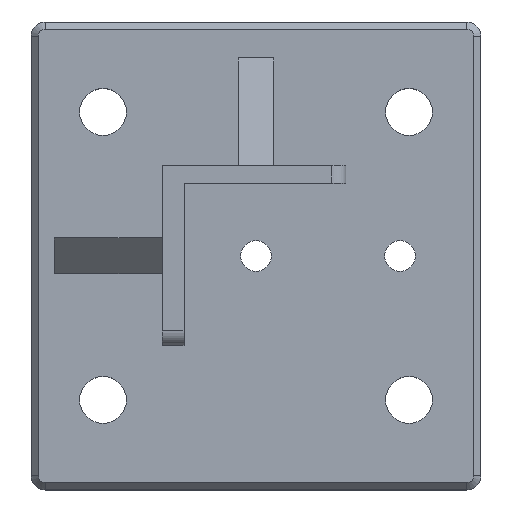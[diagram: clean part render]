
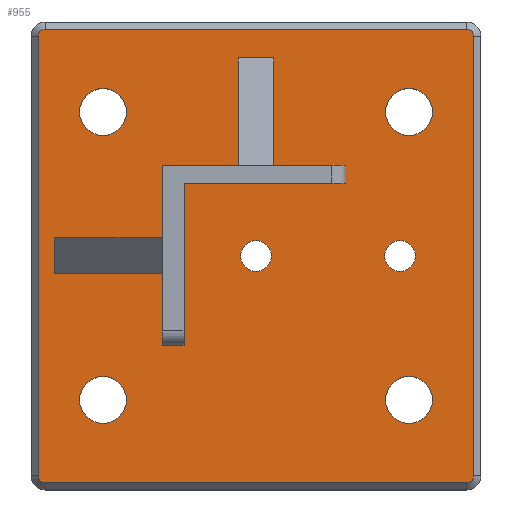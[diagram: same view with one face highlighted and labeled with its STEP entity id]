
A CAD part, top view. The second image highlights one B-rep face of the part: STEP entity #955.
In plain terms, the highlighted planar face has unit normal (0, 0, 1).
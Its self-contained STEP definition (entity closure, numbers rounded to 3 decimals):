
#18=FACE_BOUND($,#197,.T.);
#19=FACE_BOUND($,#198,.T.);
#20=FACE_BOUND($,#199,.T.);
#21=FACE_BOUND($,#200,.T.);
#22=FACE_BOUND($,#201,.T.);
#23=FACE_BOUND($,#202,.T.);
#24=FACE_BOUND($,#203,.T.);
#77=CIRCLE($,#1018,2.);
#78=CIRCLE($,#1021,2.);
#80=CIRCLE($,#1025,2.);
#82=CIRCLE($,#1029,2.);
#83=CIRCLE($,#1034,4.25);
#84=CIRCLE($,#1035,4.25);
#85=CIRCLE($,#1036,6.5);
#86=CIRCLE($,#1037,6.5);
#87=CIRCLE($,#1038,6.5);
#88=CIRCLE($,#1039,6.5);
#137=FACE_OUTER_BOUND($,#196,.T.);
#196=EDGE_LOOP($,(#716,#717,#718,#719,#720,#721,#722,#723));
#197=EDGE_LOOP($,(#724,#725,#726,#727,#728,#729,#730,#731,#732,#733,#734,
#735,#736,#737));
#198=EDGE_LOOP($,(#738));
#199=EDGE_LOOP($,(#739));
#200=EDGE_LOOP($,(#740));
#201=EDGE_LOOP($,(#741));
#202=EDGE_LOOP($,(#742));
#203=EDGE_LOOP($,(#743));
#276=LINE($,#1436,#354);
#280=LINE($,#1445,#358);
#284=LINE($,#1455,#362);
#288=LINE($,#1467,#366);
#292=LINE($,#1480,#370);
#293=LINE($,#1482,#371);
#294=LINE($,#1484,#372);
#295=LINE($,#1486,#373);
#296=LINE($,#1488,#374);
#297=LINE($,#1490,#375);
#298=LINE($,#1492,#376);
#299=LINE($,#1494,#377);
#300=LINE($,#1496,#378);
#301=LINE($,#1498,#379);
#302=LINE($,#1500,#380);
#303=LINE($,#1502,#381);
#304=LINE($,#1504,#382);
#305=LINE($,#1505,#383);
#354=VECTOR($,#1168,122.);
#358=VECTOR($,#1178,117.);
#362=VECTOR($,#1188,122.);
#366=VECTOR($,#1200,117.);
#370=VECTOR($,#1218,30.);
#371=VECTOR($,#1219,20.);
#372=VECTOR($,#1220,21.);
#373=VECTOR($,#1221,30.);
#374=VECTOR($,#1222,10.);
#375=VECTOR($,#1223,30.);
#376=VECTOR($,#1224,20.);
#377=VECTOR($,#1225,5.);
#378=VECTOR($,#1226,45.);
#379=VECTOR($,#1227,45.);
#380=VECTOR($,#1228,6.);
#381=VECTOR($,#1229,20.);
#382=VECTOR($,#1230,30.);
#383=VECTOR($,#1231,10.);
#435=VERTEX_POINT($,#1433);
#436=VERTEX_POINT($,#1435);
#437=VERTEX_POINT($,#1439);
#438=VERTEX_POINT($,#1443);
#439=VERTEX_POINT($,#1447);
#440=VERTEX_POINT($,#1451);
#442=VERTEX_POINT($,#1457);
#444=VERTEX_POINT($,#1463);
#446=VERTEX_POINT($,#1478);
#447=VERTEX_POINT($,#1479);
#448=VERTEX_POINT($,#1481);
#449=VERTEX_POINT($,#1483);
#450=VERTEX_POINT($,#1485);
#451=VERTEX_POINT($,#1487);
#452=VERTEX_POINT($,#1489);
#453=VERTEX_POINT($,#1491);
#454=VERTEX_POINT($,#1493);
#455=VERTEX_POINT($,#1495);
#456=VERTEX_POINT($,#1497);
#457=VERTEX_POINT($,#1499);
#458=VERTEX_POINT($,#1501);
#459=VERTEX_POINT($,#1503);
#460=VERTEX_POINT($,#1506);
#461=VERTEX_POINT($,#1508);
#462=VERTEX_POINT($,#1510);
#463=VERTEX_POINT($,#1512);
#464=VERTEX_POINT($,#1514);
#465=VERTEX_POINT($,#1516);
#530=EDGE_CURVE($,#435,#436,#276,.T.);
#533=EDGE_CURVE($,#436,#437,#77,.T.);
#535=EDGE_CURVE($,#437,#438,#280,.T.);
#537=EDGE_CURVE($,#438,#439,#78,.T.);
#540=EDGE_CURVE($,#439,#440,#284,.T.);
#543=EDGE_CURVE($,#440,#442,#80,.T.);
#546=EDGE_CURVE($,#442,#444,#288,.T.);
#548=EDGE_CURVE($,#444,#435,#82,.T.);
#552=EDGE_CURVE($,#446,#447,#292,.T.);
#553=EDGE_CURVE($,#447,#448,#293,.T.);
#554=EDGE_CURVE($,#448,#449,#294,.T.);
#555=EDGE_CURVE($,#449,#450,#295,.T.);
#556=EDGE_CURVE($,#450,#451,#296,.T.);
#557=EDGE_CURVE($,#451,#452,#297,.T.);
#558=EDGE_CURVE($,#452,#453,#298,.T.);
#559=EDGE_CURVE($,#453,#454,#299,.T.);
#560=EDGE_CURVE($,#454,#455,#300,.T.);
#561=EDGE_CURVE($,#455,#456,#301,.T.);
#562=EDGE_CURVE($,#456,#457,#302,.T.);
#563=EDGE_CURVE($,#457,#458,#303,.T.);
#564=EDGE_CURVE($,#458,#459,#304,.T.);
#565=EDGE_CURVE($,#459,#446,#305,.T.);
#566=EDGE_CURVE($,#460,#460,#83,.T.);
#567=EDGE_CURVE($,#461,#461,#84,.T.);
#568=EDGE_CURVE($,#462,#462,#85,.T.);
#569=EDGE_CURVE($,#463,#463,#86,.T.);
#570=EDGE_CURVE($,#464,#464,#87,.T.);
#571=EDGE_CURVE($,#465,#465,#88,.T.);
#716=ORIENTED_EDGE($,*,*,#530,.F.);
#717=ORIENTED_EDGE($,*,*,#548,.F.);
#718=ORIENTED_EDGE($,*,*,#546,.F.);
#719=ORIENTED_EDGE($,*,*,#543,.F.);
#720=ORIENTED_EDGE($,*,*,#540,.F.);
#721=ORIENTED_EDGE($,*,*,#537,.F.);
#722=ORIENTED_EDGE($,*,*,#535,.F.);
#723=ORIENTED_EDGE($,*,*,#533,.F.);
#724=ORIENTED_EDGE($,*,*,#552,.T.);
#725=ORIENTED_EDGE($,*,*,#553,.T.);
#726=ORIENTED_EDGE($,*,*,#554,.T.);
#727=ORIENTED_EDGE($,*,*,#555,.T.);
#728=ORIENTED_EDGE($,*,*,#556,.T.);
#729=ORIENTED_EDGE($,*,*,#557,.T.);
#730=ORIENTED_EDGE($,*,*,#558,.T.);
#731=ORIENTED_EDGE($,*,*,#559,.T.);
#732=ORIENTED_EDGE($,*,*,#560,.T.);
#733=ORIENTED_EDGE($,*,*,#561,.T.);
#734=ORIENTED_EDGE($,*,*,#562,.T.);
#735=ORIENTED_EDGE($,*,*,#563,.T.);
#736=ORIENTED_EDGE($,*,*,#564,.T.);
#737=ORIENTED_EDGE($,*,*,#565,.T.);
#738=ORIENTED_EDGE($,*,*,#566,.T.);
#739=ORIENTED_EDGE($,*,*,#567,.T.);
#740=ORIENTED_EDGE($,*,*,#568,.T.);
#741=ORIENTED_EDGE($,*,*,#569,.T.);
#742=ORIENTED_EDGE($,*,*,#570,.T.);
#743=ORIENTED_EDGE($,*,*,#571,.T.);
#862=PLANE($,#1033);
#955=ADVANCED_FACE($,(#137,#18,#19,#20,#21,#22,#23,#24),#862,.T.);
#1018=AXIS2_PLACEMENT_3D($,#1441,#1173,#1174);
#1021=AXIS2_PLACEMENT_3D($,#1449,#1182,#1183);
#1025=AXIS2_PLACEMENT_3D($,#1461,#1194,#1195);
#1029=AXIS2_PLACEMENT_3D($,#1470,#1205,#1206);
#1033=AXIS2_PLACEMENT_3D($,#1477,#1216,#1217);
#1034=AXIS2_PLACEMENT_3D($,#1507,#1232,#1233);
#1035=AXIS2_PLACEMENT_3D($,#1509,#1234,#1235);
#1036=AXIS2_PLACEMENT_3D($,#1511,#1236,#1237);
#1037=AXIS2_PLACEMENT_3D($,#1513,#1238,#1239);
#1038=AXIS2_PLACEMENT_3D($,#1515,#1240,#1241);
#1039=AXIS2_PLACEMENT_3D($,#1517,#1242,#1243);
#1168=DIRECTION($,(0.,1.,0.));
#1173=DIRECTION('center_axis',(0.,0.,-1.));
#1174=DIRECTION('ref_axis',(-0.707,0.707,0.));
#1178=DIRECTION($,(1.,0.,0.));
#1182=DIRECTION('center_axis',(0.,0.,-1.));
#1183=DIRECTION('ref_axis',(0.707,0.707,0.));
#1188=DIRECTION($,(0.,-1.,0.));
#1194=DIRECTION('center_axis',(0.,0.,-1.));
#1195=DIRECTION('ref_axis',(0.707,-0.707,0.));
#1200=DIRECTION($,(-1.,0.,0.));
#1205=DIRECTION('center_axis',(0.,0.,-1.));
#1206=DIRECTION('ref_axis',(-0.707,-0.707,0.));
#1216=DIRECTION('center_axis',(0.,0.,1.));
#1217=DIRECTION('ref_axis',(1.,0.,0.));
#1218=DIRECTION($,(1.,0.,0.));
#1219=DIRECTION($,(0.,1.,0.));
#1220=DIRECTION($,(1.,0.,0.));
#1221=DIRECTION($,(0.,1.,0.));
#1222=DIRECTION($,(1.,0.,0.));
#1223=DIRECTION($,(0.,-1.,0.));
#1224=DIRECTION($,(1.,0.,0.));
#1225=DIRECTION($,(0.,-1.,0.));
#1226=DIRECTION($,(-1.,0.,0.));
#1227=DIRECTION($,(0.,-1.,0.));
#1228=DIRECTION($,(-1.,0.,0.));
#1229=DIRECTION($,(0.,1.,0.));
#1230=DIRECTION($,(-1.,0.,0.));
#1231=DIRECTION($,(0.,1.,0.));
#1232=DIRECTION('center_axis',(0.,0.,-1.));
#1233=DIRECTION('ref_axis',(1.,0.,0.));
#1234=DIRECTION('center_axis',(0.,0.,-1.));
#1235=DIRECTION('ref_axis',(1.,0.,0.));
#1236=DIRECTION('center_axis',(0.,0.,-1.));
#1237=DIRECTION('ref_axis',(1.,0.,0.));
#1238=DIRECTION('center_axis',(0.,0.,-1.));
#1239=DIRECTION('ref_axis',(1.,0.,0.));
#1240=DIRECTION('center_axis',(0.,0.,-1.));
#1241=DIRECTION('ref_axis',(1.,0.,0.));
#1242=DIRECTION('center_axis',(0.,0.,-1.));
#1243=DIRECTION('ref_axis',(1.,0.,0.));
#1433=CARTESIAN_POINT('',(2.,4.,10.));
#1435=CARTESIAN_POINT('',(2.,126.,10.));
#1436=CARTESIAN_POINT($,(2.,32.5,10.));
#1439=CARTESIAN_POINT('',(4.,128.,10.));
#1441=CARTESIAN_POINT('Origin',(4.,126.,10.));
#1443=CARTESIAN_POINT('',(121.,128.,10.));
#1445=CARTESIAN_POINT($,(31.25,128.,10.));
#1447=CARTESIAN_POINT('',(123.,126.,10.));
#1449=CARTESIAN_POINT('Origin',(121.,126.,10.));
#1451=CARTESIAN_POINT('',(123.,4.,10.));
#1455=CARTESIAN_POINT($,(123.,97.5,10.));
#1457=CARTESIAN_POINT('',(121.,2.,10.));
#1461=CARTESIAN_POINT('Origin',(121.,4.,10.));
#1463=CARTESIAN_POINT('',(4.,2.,10.));
#1467=CARTESIAN_POINT($,(93.75,2.,10.));
#1470=CARTESIAN_POINT('Origin',(4.,4.,10.));
#1477=CARTESIAN_POINT('Origin',(62.5,65.,10.));
#1478=CARTESIAN_POINT('',(6.5,70.,10.));
#1479=CARTESIAN_POINT('',(36.5,70.,10.));
#1480=CARTESIAN_POINT($,(44.5,70.,10.));
#1481=CARTESIAN_POINT('',(36.5,90.,10.));
#1482=CARTESIAN_POINT($,(36.5,52.5,10.));
#1483=CARTESIAN_POINT('',(57.5,90.,10.));
#1484=CARTESIAN_POINT($,(49.5,90.,10.));
#1485=CARTESIAN_POINT('',(57.5,120.,10.));
#1486=CARTESIAN_POINT($,(57.5,82.5,10.));
#1487=CARTESIAN_POINT('',(67.5,120.,10.));
#1488=CARTESIAN_POINT($,(65.,120.,10.));
#1489=CARTESIAN_POINT('',(67.5,90.,10.));
#1490=CARTESIAN_POINT($,(67.5,82.5,10.));
#1491=CARTESIAN_POINT('',(87.5,90.,10.));
#1492=CARTESIAN_POINT($,(49.5,90.,10.));
#1493=CARTESIAN_POINT('',(87.5,85.,10.));
#1494=CARTESIAN_POINT($,(87.5,77.5,10.));
#1495=CARTESIAN_POINT('',(42.5,85.,10.));
#1496=CARTESIAN_POINT($,(75.,85.,10.));
#1497=CARTESIAN_POINT('',(42.5,40.,10.));
#1498=CARTESIAN_POINT($,(42.5,75.,10.));
#1499=CARTESIAN_POINT('',(36.5,40.,10.));
#1500=CARTESIAN_POINT($,(52.5,40.,10.));
#1501=CARTESIAN_POINT('',(36.5,60.,10.));
#1502=CARTESIAN_POINT($,(36.5,52.5,10.));
#1503=CARTESIAN_POINT('',(6.5,60.,10.));
#1504=CARTESIAN_POINT($,(44.5,60.,10.));
#1505=CARTESIAN_POINT($,(6.5,62.5,10.));
#1506=CARTESIAN_POINT('',(66.75,65.,10.));
#1507=CARTESIAN_POINT('Origin',(62.5,65.,10.));
#1508=CARTESIAN_POINT('',(106.75,65.,10.));
#1509=CARTESIAN_POINT('Origin',(102.5,65.,10.));
#1510=CARTESIAN_POINT('',(26.5,105.,10.));
#1511=CARTESIAN_POINT('Origin',(20.,105.,10.));
#1512=CARTESIAN_POINT('',(111.5,105.,10.));
#1513=CARTESIAN_POINT('Origin',(105.,105.,10.));
#1514=CARTESIAN_POINT('',(111.5,25.,10.));
#1515=CARTESIAN_POINT('Origin',(105.,25.,10.));
#1516=CARTESIAN_POINT('',(26.5,25.,10.));
#1517=CARTESIAN_POINT('Origin',(20.,25.,10.));
